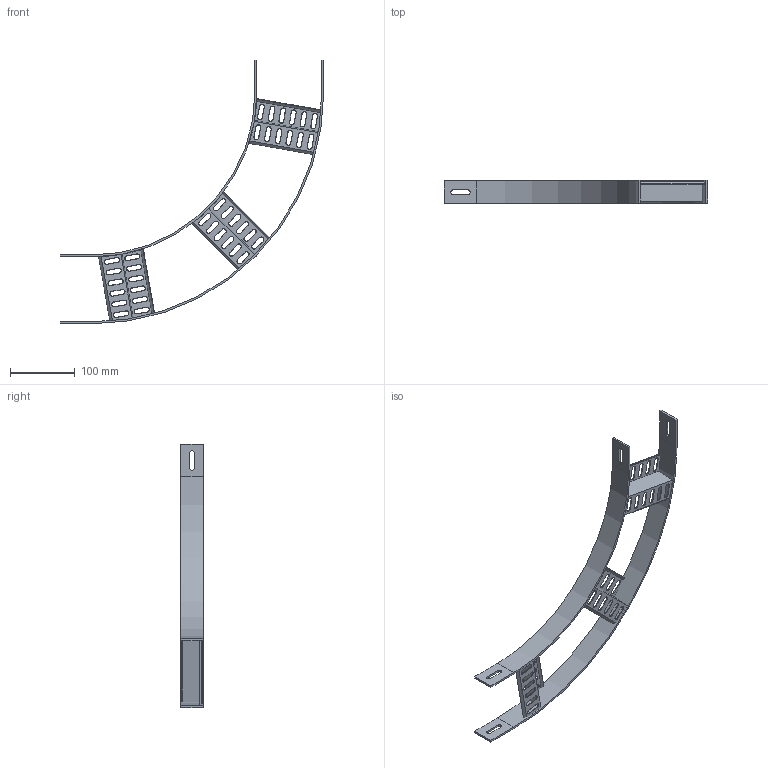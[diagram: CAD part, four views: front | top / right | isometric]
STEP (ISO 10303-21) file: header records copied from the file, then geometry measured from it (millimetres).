
FILE_DESCRIPTION (( 'STEP AP214' ), '1' );
FILE_NAME ('7099221.stp', '2019-06-06T12:25:45', ( '' ), ( '' ), 'SwSTEP 2.0', 'SolidWorks 2018', '' );
FILE_SCHEMA (( 'AUTOMOTIVE_DESIGN' ));
Length unit declared in the file: millimetre
Products named in the file (4): 7099221; 014683_Z-Sprosse-100; 014682_R250 Innenholm; 014682_R353 Holm
Assembly tree (5 placements, depth 2):
  7099221
    014682_R353 Holm
    014682_R250 Innenholm
    014683_Z-Sprosse-100  x3
Bounding box: 406 x 35 x 406 mm (x, y, z)
Volume: 143127.5 mm3; surface area: 139316.1 mm2
Topology: 5 solids, 5 shells, 432 faces, 1112 edges, 690 vertices
Faces by surface type: plane 212, cylinder 100, cone 72, bspline 48
Entity records: 6020 total; most frequent: CARTESIAN_POINT 1640, ORIENTED_EDGE 896, DIRECTION 846, EDGE_CURVE 448, LINE 286, VECTOR 286, AXIS2_PLACEMENT_3D 280, VERTEX_POINT 278
